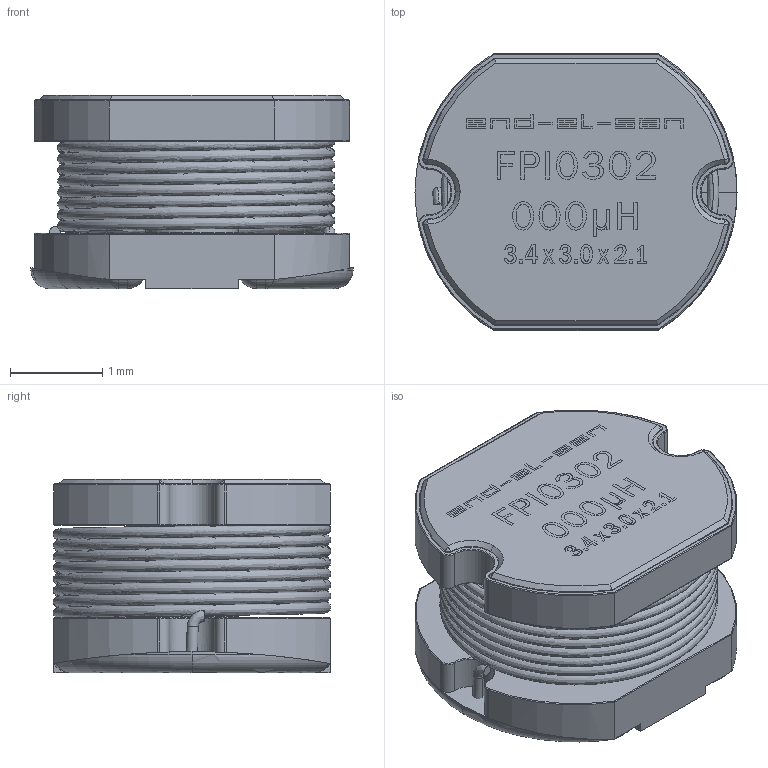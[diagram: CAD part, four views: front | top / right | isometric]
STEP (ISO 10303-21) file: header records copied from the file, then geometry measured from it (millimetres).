
FILE_DESCRIPTION (( 'STEP AP214' ), '1' );
FILE_NAME ('3817490A-26EF-4213-82D5-CF897B80BCB8.STEP', '2024-09-05T09:08:02', ( '' ), ( '' ), 'SwSTEP 2.0', 'SolidWorks 2022', '' );
FILE_SCHEMA (( 'AUTOMOTIVE_DESIGN' ));
Length unit declared in the file: millimetre
Products named in the file (1): 3817490A-26EF-4213-82D5-CF897B80BCB8
Bounding box: 3.5 x 3.02 x 2.1 mm (x, y, z)
Volume: 12.4 mm3; surface area: 116.3 mm2
Topology: 3 solids, 3 shells, 241 faces, 804 edges, 609 vertices
Faces by surface type: plane 75, torus 65, cylinder 59, bspline 17, cone 13, sphere 12
Entity records: 17403 total; most frequent: CARTESIAN_POINT 7762, ORIENTED_EDGE 1596, DIRECTION 1282, EDGE_CURVE 798, VERTEX_POINT 609, AXIS2_PLACEMENT_3D 474, VECTOR 334, LINE 334
